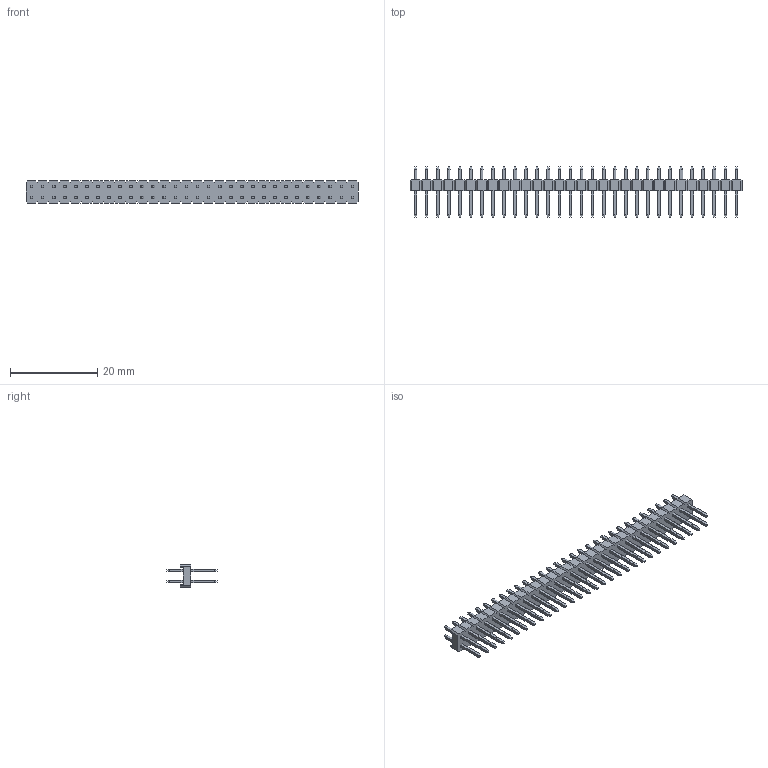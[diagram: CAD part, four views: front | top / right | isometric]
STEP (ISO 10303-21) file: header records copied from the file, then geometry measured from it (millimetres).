
FILE_DESCRIPTION(('STEP AP214'),'1');
FILE_NAME(' ',' ',('TraceParts'),('TraceParts S.A.'),'XStep 1.0',' ',' ');
FILE_SCHEMA(('automotive_design'));
Length unit declared in the file: millimetre
Products named in the file (1): 1
Bounding box: 76.2 x 11.5 x 5.08 mm (x, y, z)
Volume: 975.3 mm3; surface area: 2737.8 mm2
Topology: 1 solids, 1 shells, 1388 faces, 3318 edges, 2052 vertices
Faces by surface type: plane 1388
Entity records: 76652 total; most frequent: CARTESIAN_POINT 6759, STYLED_ITEM 6758, PRESENTATION_STYLE_ASSIGNMENT 6758, COLOUR_RGB 6758, ORIENTED_EDGE 6636, DIRECTION 6096, EDGE_CURVE 3318, CURVE_STYLE 3318
